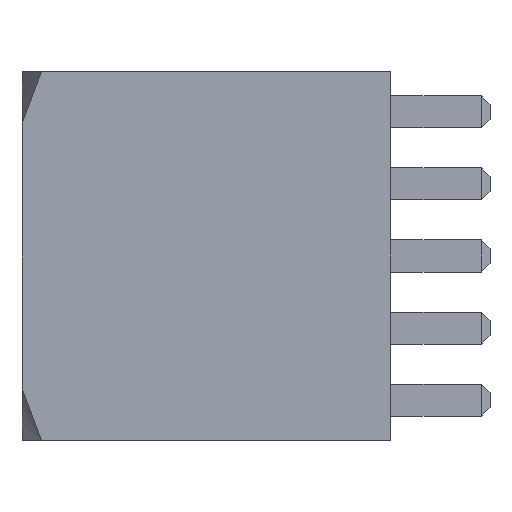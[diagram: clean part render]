
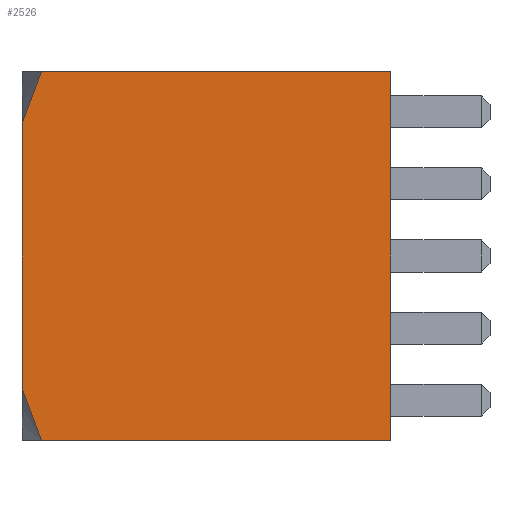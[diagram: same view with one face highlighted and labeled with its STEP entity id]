
A CAD part, left-side view. The second image highlights one B-rep face of the part: STEP entity #2526.
In plain terms, the highlighted planar face has unit normal (-1, 0, 0).
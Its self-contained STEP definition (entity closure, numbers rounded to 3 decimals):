
#304 = VECTOR ( 'NONE', #3750, 1000. ) ;
#330 = CARTESIAN_POINT ( 'NONE',  ( -6.5, 13., -6.5 ) ) ;
#632 = LINE ( 'NONE', #330, #4593 ) ;
#645 = CARTESIAN_POINT ( 'NONE',  ( -6.5, 13., 6.5 ) ) ;
#666 = DIRECTION ( 'NONE',  ( 0., -1., 0. ) ) ;
#844 = DIRECTION ( 'NONE',  ( 0., 0., -1. ) ) ;
#872 = CARTESIAN_POINT ( 'NONE',  ( -6.5, 0., -6.5 ) ) ;
#874 = EDGE_CURVE ( 'NONE', #1943, #1201, #5942, .T. ) ;
#1034 = LINE ( 'NONE', #1733, #4644 ) ;
#1201 = VERTEX_POINT ( 'NONE', #4556 ) ;
#1533 = EDGE_CURVE ( 'NONE', #3775, #1201, #632, .T. ) ;
#1552 = LINE ( 'NONE', #872, #304 ) ;
#1569 = CARTESIAN_POINT ( 'NONE',  ( -6.5, 12.791, -5.285 ) ) ;
#1663 = CARTESIAN_POINT ( 'NONE',  ( -6.5, 12.558, -5.896 ) ) ;
#1733 = CARTESIAN_POINT ( 'NONE',  ( -6.5, 13., -6.5 ) ) ;
#1943 = VERTEX_POINT ( 'NONE', #5286 ) ;
#2012 = EDGE_CURVE ( 'NONE', #4900, #5149, #1552, .T. ) ;
#2263 = LINE ( 'NONE', #645, #6844 ) ;
#2401 = EDGE_CURVE ( 'NONE', #1943, #5149, #2263, .T. ) ;
#2526 = ADVANCED_FACE ( 'NONE', ( #5444 ), #6415, .F. ) ;
#2750 = AXIS2_PLACEMENT_3D ( 'NONE', #5917, #3100, #844 ) ;
#3100 = DIRECTION ( 'NONE',  ( 1., 0., 0. ) ) ;
#3400 = ORIENTED_EDGE ( 'NONE', *, *, #1533, .F. ) ;
#3750 = DIRECTION ( 'NONE',  ( 0., 0., 1. ) ) ;
#3775 = VERTEX_POINT ( 'NONE', #3911 ) ;
#3911 = CARTESIAN_POINT ( 'NONE',  ( -6.5, 13., -4.664 ) ) ;
#3946 = ORIENTED_EDGE ( 'NONE', *, *, #2012, .T. ) ;
#4393 = B_SPLINE_CURVE_WITH_KNOTS ( 'NONE', 3,
 ( #4985, #1569, #1663, #6158 ),
 .UNSPECIFIED., .F., .F.,
 ( 4, 4 ),
 ( 0.02, 0.022 ),
 .UNSPECIFIED. ) ;
#4400 = EDGE_LOOP ( 'NONE', ( #5606, #5681, #3400, #6989, #4477, #3946 ) ) ;
#4477 = ORIENTED_EDGE ( 'NONE', *, *, #6486, .T. ) ;
#4556 = CARTESIAN_POINT ( 'NONE',  ( -6.5, 13., 4.664 ) ) ;
#4593 = VECTOR ( 'NONE', #7118, 1000. ) ;
#4644 = VECTOR ( 'NONE', #5082, 1000. ) ;
#4709 = CARTESIAN_POINT ( 'NONE',  ( -6.5, 12.559, 5.894 ) ) ;
#4710 = VERTEX_POINT ( 'NONE', #6978 ) ;
#4769 = EDGE_CURVE ( 'NONE', #3775, #4710, #4393, .T. ) ;
#4900 = VERTEX_POINT ( 'NONE', #5695 ) ;
#4985 = CARTESIAN_POINT ( 'NONE',  ( -6.5, 13., -4.664 ) ) ;
#5082 = DIRECTION ( 'NONE',  ( 0., -1., 0. ) ) ;
#5149 = VERTEX_POINT ( 'NONE', #5333 ) ;
#5285 = CARTESIAN_POINT ( 'NONE',  ( -6.5, 13., 4.664 ) ) ;
#5286 = CARTESIAN_POINT ( 'NONE',  ( -6.5, 12.312, 6.5 ) ) ;
#5317 = CARTESIAN_POINT ( 'NONE',  ( -6.5, 12.312, 6.5 ) ) ;
#5333 = CARTESIAN_POINT ( 'NONE',  ( -6.5, 0., 6.5 ) ) ;
#5444 = FACE_OUTER_BOUND ( 'NONE', #4400, .T. ) ;
#5606 = ORIENTED_EDGE ( 'NONE', *, *, #2401, .F. ) ;
#5681 = ORIENTED_EDGE ( 'NONE', *, *, #874, .T. ) ;
#5695 = CARTESIAN_POINT ( 'NONE',  ( -6.5, 0., -6.5 ) ) ;
#5851 = CARTESIAN_POINT ( 'NONE',  ( -6.5, 12.792, 5.282 ) ) ;
#5917 = CARTESIAN_POINT ( 'NONE',  ( -6.5, 13., -6.5 ) ) ;
#5942 = B_SPLINE_CURVE_WITH_KNOTS ( 'NONE', 3,
 ( #5317, #4709, #5851, #5285 ),
 .UNSPECIFIED., .F., .F.,
 ( 4, 4 ),
 ( 0.009, 0.011 ),
 .UNSPECIFIED. ) ;
#6158 = CARTESIAN_POINT ( 'NONE',  ( -6.5, 12.312, -6.5 ) ) ;
#6415 = PLANE ( 'NONE',  #2750 ) ;
#6486 = EDGE_CURVE ( 'NONE', #4710, #4900, #1034, .T. ) ;
#6844 = VECTOR ( 'NONE', #666, 1000. ) ;
#6978 = CARTESIAN_POINT ( 'NONE',  ( -6.5, 12.312, -6.5 ) ) ;
#6989 = ORIENTED_EDGE ( 'NONE', *, *, #4769, .T. ) ;
#7118 = DIRECTION ( 'NONE',  ( 0., 0., 1. ) ) ;
